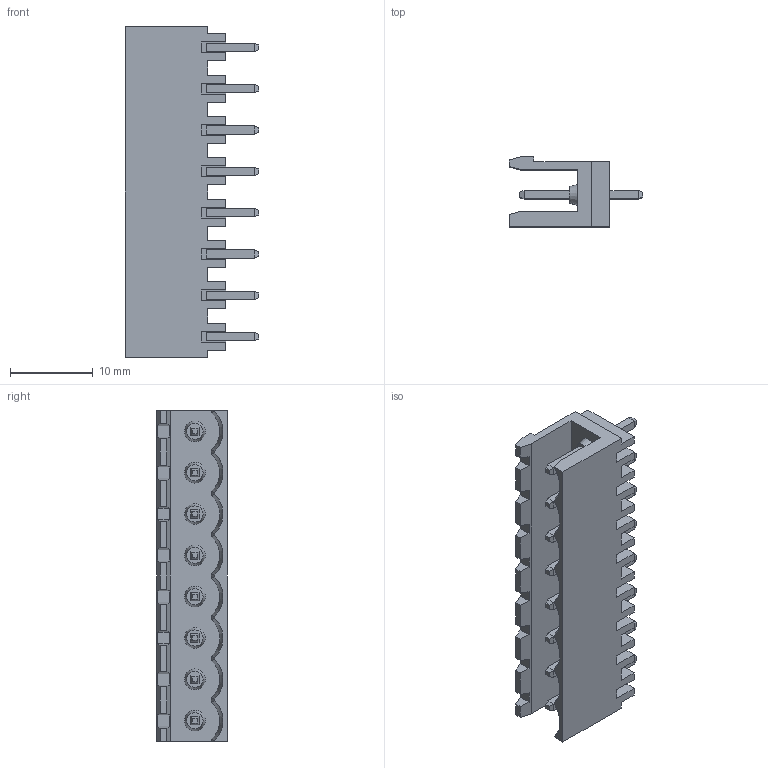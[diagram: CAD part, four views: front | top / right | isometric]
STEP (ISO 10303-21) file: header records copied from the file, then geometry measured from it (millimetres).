
FILE_DESCRIPTION(('STEP AP214'),'1');
FILE_NAME('PV08-5-V.stp','2021-03-31T15:19:37',(' '),(' '),'Spatial InterOp 3D',' ',' ');
FILE_SCHEMA(('automotive_design'));
Length unit declared in the file: metre
Products named in the file (1): 1
Bounding box: 16.2 x 8.5 x 40 mm (x, y, z)
Volume: 1724.7 mm3; surface area: 3311.9 mm2
Topology: 1 solids, 1 shells, 431 faces, 1094 edges, 700 vertices
Faces by surface type: plane 402, cone 16, cylinder 12, extrusion 1
Entity records: 16012 total; most frequent: CARTESIAN_POINT 2268, ORIENTED_EDGE 2156, DIRECTION 1971, EDGE_CURVE 1078, VECTOR 1013, LINE 1012, VERTEX_POINT 692, AXIS2_PLACEMENT_3D 479
